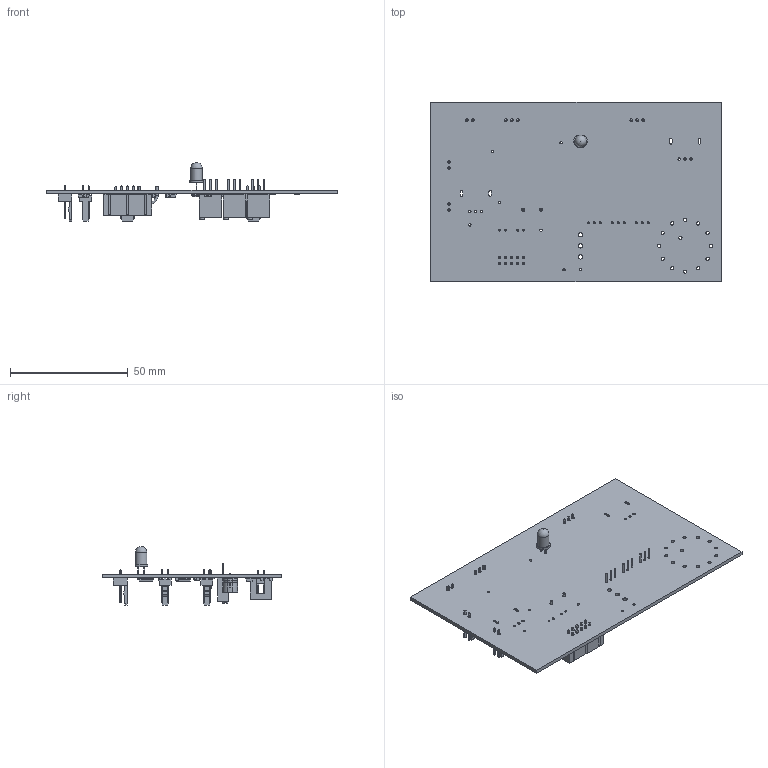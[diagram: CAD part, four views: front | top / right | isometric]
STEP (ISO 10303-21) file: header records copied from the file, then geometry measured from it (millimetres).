
FILE_DESCRIPTION(('KiCad electronic assembly'),'2;1');
FILE_NAME('mod_osc_board.step','2023-03-26T11:47:37',('Pcbnew'),('Kicad' ),'Open CASCADE STEP processor 7.6','KiCad to STEP converter', 'Unknown');
FILE_SCHEMA(('AUTOMOTIVE_DESIGN { 1 0 10303 214 1 1 1 1 }'));
Length unit declared in the file: millimetre
Products named in the file (28): mod_osc_board 1; LED_D5.0mm; SOLID; CP_Radial_D6.3mm_P2.50mm; D_SOD-123; R_0805_2012Metric; Potentiometer_Bourns_3296W_Vertical; C_0805_2012Metric; SO-8_5.3x6.2mm_P1.27mm; Molex_KK-254_AE-6410-03A_1x03_P2.54mm_Vertical; SOT-89-3; COMPOUND; Molex_KK-254_AE-6410-02A_1x02_P2.54mm_Vertical; TestPoint_Bridge_Pitch7.62mm_Drill1.3mm; SOT-23; IDC-Header_2x05_P2.54mm_Vertical; PCB
Assembly tree (79 placements, depth 3):
  mod_osc_board 1
    LED_D5.0mm
      SOLID
    CP_Radial_D6.3mm_P2.50mm  x2
      SOLID
    D_SOD-123  x2
      SOLID
    R_0805_2012Metric  x29
      SOLID
    Potentiometer_Bourns_3296W_Vertical  x3
      SOLID
    C_0805_2012Metric  x16
      SOLID
    SO-8_5.3x6.2mm_P1.27mm  x2
      SOLID
    Molex_KK-254_AE-6410-03A_1x03_P2.54mm_Vertical  x2
      SOLID
    SOT-89-3  x2
      COMPOUND
    Molex_KK-254_AE-6410-02A_1x02_P2.54mm_Vertical  x3
      SOLID
    TestPoint_Bridge_Pitch7.62mm_Drill1.3mm
      SOLID
    SOT-23
      SOLID
    IDC-Header_2x05_P2.54mm_Vertical
      SOLID
    PCB
Bounding box: 123.19 x 76.2 x 24.98 mm (x, y, z)
Volume: 18229.7 mm3; surface area: 25376.9 mm2
Topology: 74 solids, 76 shells, 2794 faces, 7067 edges, 4529 vertices
Faces by surface type: plane 1985, cylinder 644, bspline 151, revolution 8, torus 5, sphere 1
Full cylindrical faces by diameter (mm): 0.4 x2, 0.5 x4, 0.51 x9, 0.7 x2, 0.8 x13, 0.9 x2, 1 x31, 1.19 x12, 1.3 x2, 1.4 x13, 1.85 x3, 2.19 x3, 4.9 x1
Entity records: 73386 total; most frequent: CARTESIAN_POINT 13811, DIRECTION 9795, LINE 6832, VECTOR 6832, ORIENTED_EDGE 5252, PCURVE 5252, DEFINITIONAL_REPRESENTATION 5252, EDGE_CURVE 2626
